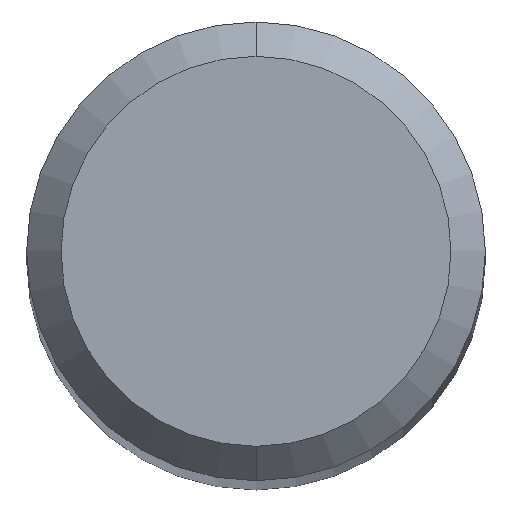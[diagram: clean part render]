
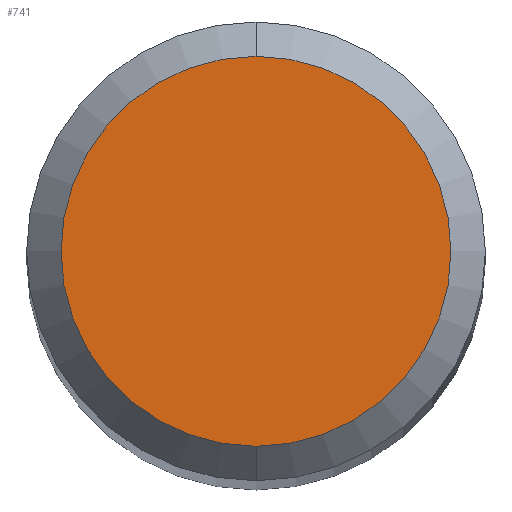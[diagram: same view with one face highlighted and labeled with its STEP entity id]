
A CAD part, top view. The second image highlights one B-rep face of the part: STEP entity #741.
In plain terms, the highlighted planar face has unit normal (0, 0, 1).
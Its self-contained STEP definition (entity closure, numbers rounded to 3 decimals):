
#599=VERTEX_POINT('',#1466);
#715=EDGE_CURVE('',#745,#599,#1592,.T.);
#741=ADVANCED_FACE('',(#1619),#1620,.T.);
#745=VERTEX_POINT('',#1625);
#1259=EDGE_CURVE('',#599,#745,#2182,.T.);
#1466=CARTESIAN_POINT('',(0.,-1.7,0.0));
#1592=CIRCLE('',#3332,1.7);
#1619=FACE_OUTER_BOUND('',#3400,.T.);
#1620=PLANE('',#3401);
#1625=CARTESIAN_POINT('',(0.0,1.7,0.0));
#2182=CIRCLE('',#6188,1.7);
#3332=AXIS2_PLACEMENT_3D('',#6532,#6533,#6534);
#3400=EDGE_LOOP('',(#6559,#6560));
#3401=AXIS2_PLACEMENT_3D('',#6561,#6562,#6563);
#6188=AXIS2_PLACEMENT_3D('',#7159,#7160,#7161);
#6532=CARTESIAN_POINT('',(0.0,0.0,0.0));
#6533=DIRECTION('',(0.0,0.0,-1.0));
#6534=DIRECTION('',(0.0,1.0,0.0));
#6559=ORIENTED_EDGE('',*,*,#715,.F.);
#6560=ORIENTED_EDGE('',*,*,#1259,.F.);
#6561=CARTESIAN_POINT('',(0.0,0.85,0.0));
#6562=DIRECTION('',(-0.0,0.0,1.0));
#6563=DIRECTION('',(0.0,-1.0,0.0));
#7159=CARTESIAN_POINT('',(0.0,0.0,0.0));
#7160=DIRECTION('',(0.0,0.0,-1.0));
#7161=DIRECTION('',(0.0,1.0,0.0));
